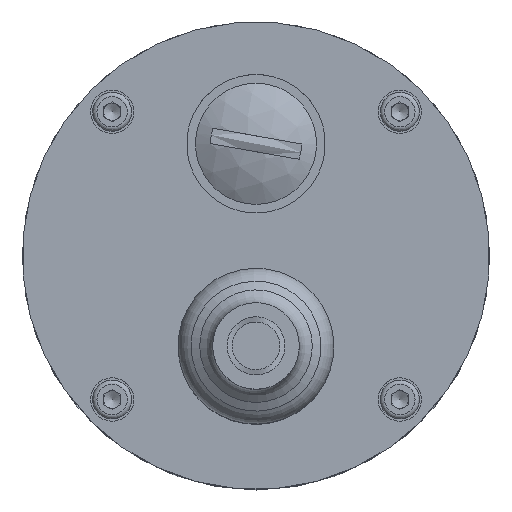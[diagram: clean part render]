
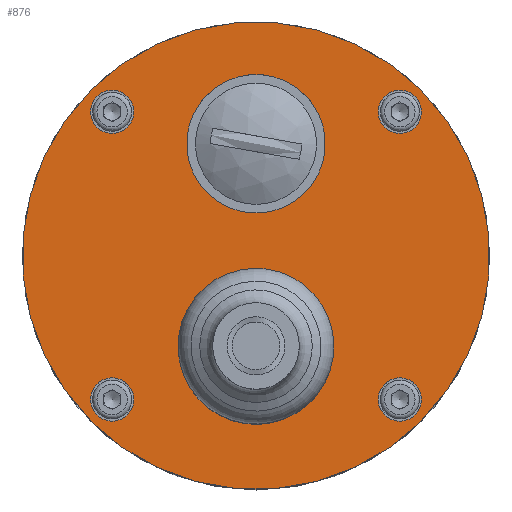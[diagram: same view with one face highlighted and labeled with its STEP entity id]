
A CAD part, top view. The second image highlights one B-rep face of the part: STEP entity #876.
In plain terms, the highlighted planar face has unit normal (0, 0, 1).
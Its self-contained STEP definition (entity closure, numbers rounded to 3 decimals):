
#14 = VERTEX_POINT ( 'NONE', #2713 ) ;
#81 = FACE_OUTER_BOUND ( 'NONE', #2134, .T. ) ;
#86 = VERTEX_POINT ( 'NONE', #984 ) ;
#109 = FACE_BOUND ( 'NONE', #1238, .T. ) ;
#115 = VERTEX_POINT ( 'NONE', #752 ) ;
#137 = CARTESIAN_POINT ( 'NONE',  ( 0., -10.5, 23. ) ) ;
#138 = FACE_BOUND ( 'NONE', #1353, .T. ) ;
#170 = FACE_BOUND ( 'NONE', #1714, .T. ) ;
#173 = FACE_BOUND ( 'NONE', #1127, .T. ) ;
#211 = FACE_BOUND ( 'NONE', #1024, .T. ) ;
#260 = DIRECTION ( 'NONE',  ( 0., 0., 1. ) ) ;
#363 = CIRCLE ( 'NONE', #708, 2.5 ) ;
#374 = EDGE_CURVE ( 'NONE', #772, #772, #1711, .T. ) ;
#390 = DIRECTION ( 'NONE',  ( 0.707, -0.707, 0. ) ) ;
#403 = PLANE ( 'NONE',  #2430 ) ;
#410 = FACE_BOUND ( 'NONE', #1028, .T. ) ;
#436 = EDGE_CURVE ( 'NONE', #699, #699, #1422, .T. ) ;
#467 = DIRECTION ( 'NONE',  ( 0.707, -0.707, 0. ) ) ;
#491 = CARTESIAN_POINT ( 'NONE',  ( 16.617, -16.617, 23. ) ) ;
#524 = CARTESIAN_POINT ( 'NONE',  ( 18.385, 14.849, 23. ) ) ;
#538 = DIRECTION ( 'NONE',  ( 0., 0., 1. ) ) ;
#576 = EDGE_CURVE ( 'NONE', #630, #630, #1188, .T. ) ;
#630 = VERTEX_POINT ( 'NONE', #2253 ) ;
#641 = CARTESIAN_POINT ( 'NONE',  ( 19.092, 19.092, 23. ) ) ;
#657 = DIRECTION ( 'NONE',  ( 0., 0., -1. ) ) ;
#666 = DIRECTION ( 'NONE',  ( -0.707, 0.707, 0. ) ) ;
#699 = VERTEX_POINT ( 'NONE', #524 ) ;
#701 = DIRECTION ( 'NONE',  ( 0.707, -0.707, 0. ) ) ;
#708 = AXIS2_PLACEMENT_3D ( 'NONE', #2188, #886, #467 ) ;
#715 = CARTESIAN_POINT ( 'NONE',  ( 16.617, 16.617, 23. ) ) ;
#741 = DIRECTION ( 'NONE',  ( 0., 0., 1. ) ) ;
#749 = DIRECTION ( 'NONE',  ( 0.707, -0.707, 0. ) ) ;
#752 = CARTESIAN_POINT ( 'NONE',  ( -14.849, -18.385, 23. ) ) ;
#772 = VERTEX_POINT ( 'NONE', #1601 ) ;
#806 = AXIS2_PLACEMENT_3D ( 'NONE', #1837, #538, #2056 ) ;
#876 = ADVANCED_FACE ( 'NONE', ( #170, #211, #173, #138, #109, #410, #81 ), #403, .F. ) ;
#886 = DIRECTION ( 'NONE',  ( 0., 0., 1. ) ) ;
#984 = CARTESIAN_POINT ( 'NONE',  ( 18.385, -18.385, 23. ) ) ;
#1024 = EDGE_LOOP ( 'NONE', ( #1688 ) ) ;
#1028 = EDGE_LOOP ( 'NONE', ( #1788 ) ) ;
#1127 = EDGE_LOOP ( 'NONE', ( #1545 ) ) ;
#1183 = AXIS2_PLACEMENT_3D ( 'NONE', #1960, #1588, #1979 ) ;
#1188 = CIRCLE ( 'NONE', #1183, 2.5 ) ;
#1238 = EDGE_LOOP ( 'NONE', ( #1685 ) ) ;
#1353 = EDGE_LOOP ( 'NONE', ( #1582 ) ) ;
#1422 = CIRCLE ( 'NONE', #2518, 2.5 ) ;
#1456 = CIRCLE ( 'NONE', #806, 8. ) ;
#1508 = CIRCLE ( 'NONE', #2443, 2.5 ) ;
#1545 = ORIENTED_EDGE ( 'NONE', *, *, #1766, .F. ) ;
#1582 = ORIENTED_EDGE ( 'NONE', *, *, #576, .F. ) ;
#1587 = AXIS2_PLACEMENT_3D ( 'NONE', #1597, #260, #1811 ) ;
#1588 = DIRECTION ( 'NONE',  ( 0., 0., 1. ) ) ;
#1597 = CARTESIAN_POINT ( 'NONE',  ( 0., 0., 23. ) ) ;
#1601 = CARTESIAN_POINT ( 'NONE',  ( 4.561, -15.061, 23. ) ) ;
#1631 = EDGE_CURVE ( 'NONE', #115, #115, #363, .T. ) ;
#1685 = ORIENTED_EDGE ( 'NONE', *, *, #1631, .F. ) ;
#1688 = ORIENTED_EDGE ( 'NONE', *, *, #436, .F. ) ;
#1701 = DIRECTION ( 'NONE',  ( 0., 0., 1. ) ) ;
#1711 = CIRCLE ( 'NONE', #2204, 6.45 ) ;
#1714 = EDGE_LOOP ( 'NONE', ( #1745 ) ) ;
#1745 = ORIENTED_EDGE ( 'NONE', *, *, #374, .F. ) ;
#1766 = EDGE_CURVE ( 'NONE', #86, #86, #1508, .T. ) ;
#1788 = ORIENTED_EDGE ( 'NONE', *, *, #1901, .F. ) ;
#1811 = DIRECTION ( 'NONE',  ( 0.707, -0.707, 0. ) ) ;
#1837 = CARTESIAN_POINT ( 'NONE',  ( 0., 12.92, 23. ) ) ;
#1889 = ORIENTED_EDGE ( 'NONE', *, *, #2482, .T. ) ;
#1901 = EDGE_CURVE ( 'NONE', #14, #14, #1456, .T. ) ;
#1960 = CARTESIAN_POINT ( 'NONE',  ( -16.617, 16.617, 23. ) ) ;
#1979 = DIRECTION ( 'NONE',  ( 0.707, -0.707, 0. ) ) ;
#1999 = DIRECTION ( 'NONE',  ( 0., 0., 1. ) ) ;
#2056 = DIRECTION ( 'NONE',  ( 0.707, -0.707, 0. ) ) ;
#2134 = EDGE_LOOP ( 'NONE', ( #1889 ) ) ;
#2188 = CARTESIAN_POINT ( 'NONE',  ( -16.617, -16.617, 23. ) ) ;
#2204 = AXIS2_PLACEMENT_3D ( 'NONE', #137, #1701, #390 ) ;
#2253 = CARTESIAN_POINT ( 'NONE',  ( -14.849, 14.849, 23. ) ) ;
#2430 = AXIS2_PLACEMENT_3D ( 'NONE', #641, #657, #666 ) ;
#2443 = AXIS2_PLACEMENT_3D ( 'NONE', #491, #1999, #701 ) ;
#2482 = EDGE_CURVE ( 'NONE', #2566, #2566, #2665, .T. ) ;
#2518 = AXIS2_PLACEMENT_3D ( 'NONE', #715, #741, #749 ) ;
#2566 = VERTEX_POINT ( 'NONE', #2721 ) ;
#2665 = CIRCLE ( 'NONE', #1587, 27. ) ;
#2713 = CARTESIAN_POINT ( 'NONE',  ( 5.657, 7.263, 23. ) ) ;
#2721 = CARTESIAN_POINT ( 'NONE',  ( 19.092, -19.092, 23. ) ) ;
